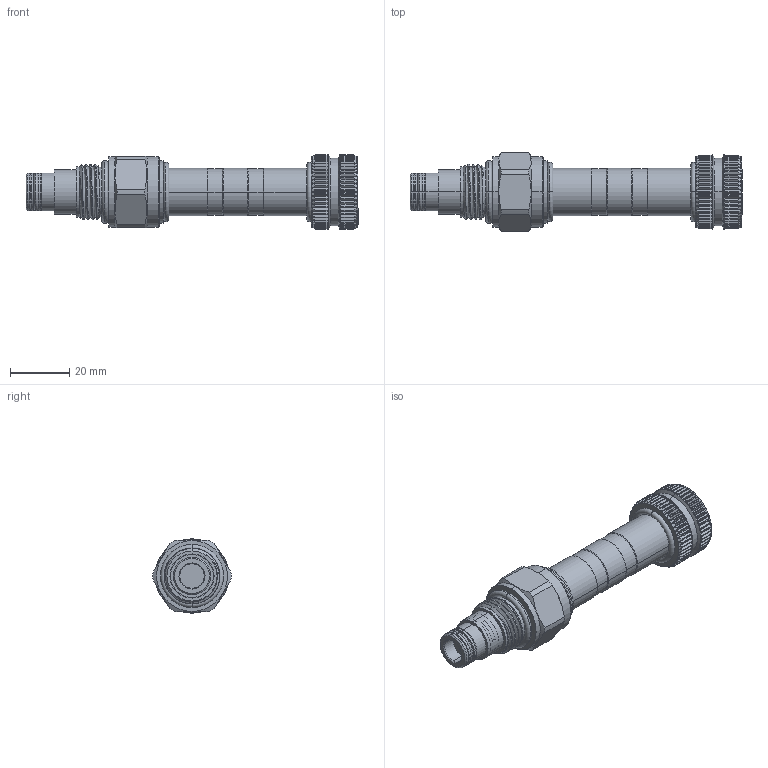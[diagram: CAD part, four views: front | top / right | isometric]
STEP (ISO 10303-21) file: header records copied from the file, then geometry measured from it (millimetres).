
FILE_DESCRIPTION (( 'STEP AP203' ), '1' );
FILE_NAME ('EP08W2C57P04.STEP', '2020-04-16T00:23:28', ( '' ), ( '' ), 'SwSTEP 2.0', 'SolidWorks 2018', '' );
FILE_SCHEMA (( 'CONFIG_CONTROL_DESIGN' ));
Length unit declared in the file: millimetre
Products named in the file (1): EP08W2C57P04
Bounding box: 112.04 x 26.66 x 25 mm (x, y, z)
Volume: 30558.3 mm3; surface area: 11308.5 mm2
Topology: 5 solids, 5 shells, 1042 faces, 2743 edges, 1732 vertices
Faces by surface type: plane 439, cylinder 426, cone 142, torus 26, bspline 9
Entity records: 37047 total; most frequent: CARTESIAN_POINT 12097, ORIENTED_EDGE 5486, DIRECTION 4933, EDGE_CURVE 2743, AXIS2_PLACEMENT_3D 1911, VERTEX_POINT 1732, VECTOR 1111, LINE 1111
